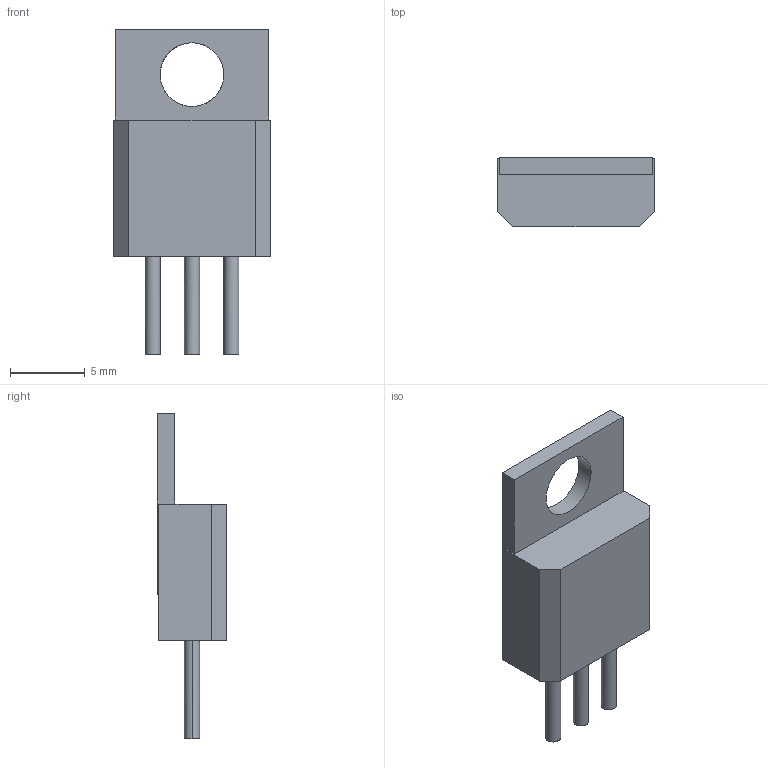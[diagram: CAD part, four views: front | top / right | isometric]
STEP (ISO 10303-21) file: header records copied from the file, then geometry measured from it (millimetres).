
FILE_DESCRIPTION(/* description */ (''),/* implementation_level */ '2;1');
FILE_NAME(/* name */ 'IRFZ34PBF',/* time_stamp */ '2022-11-09T17:03:49+01:00',/* author */ (''),/* organization */ (''),/* preprocessor_version */ 'ST-DEVELOPER v16.5',/* originating_system */ '',/* authorisation */ '');
FILE_SCHEMA (('CONFIG_CONTROL_DESIGN'));
Length unit declared in the file: millimetre
Products named in the file (1): Document
Bounding box: 10.52 x 4.65 x 21.84 mm (x, y, z)
Volume: 505.1 mm3; surface area: 678.8 mm2
Topology: 5 solids, 5 shells, 35 faces, 73 edges, 48 vertices
Faces by surface type: bspline 35
Entity records: 1848 total; most frequent: CARTESIAN_POINT 798, B_SPLINE_CURVE_WITH_KNOTS 183, ORIENTED_EDGE 146, PCURVE 146, DEFINITIONAL_REPRESENTATION 146, SURFACE_CURVE 73, EDGE_CURVE 73, VERTEX_POINT 48
